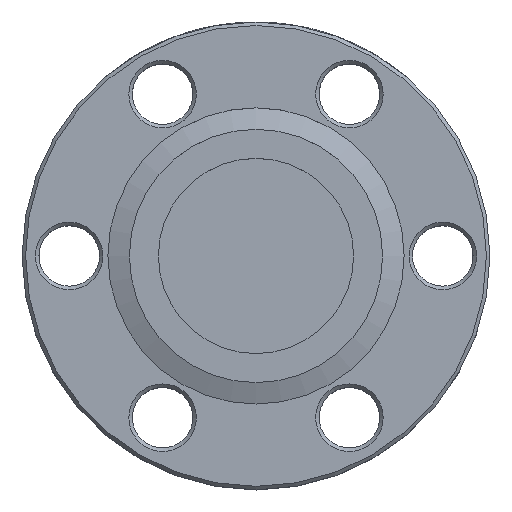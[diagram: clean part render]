
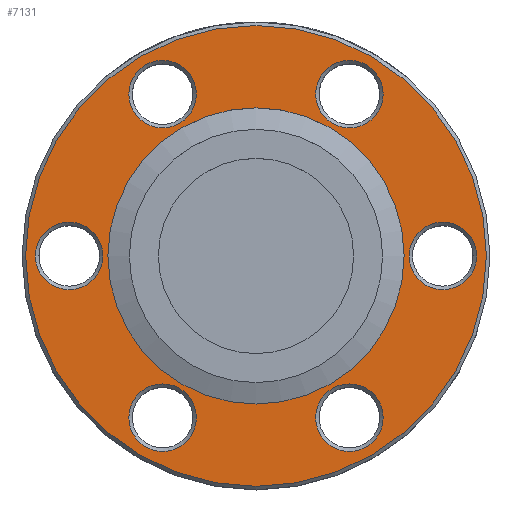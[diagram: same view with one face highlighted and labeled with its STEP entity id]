
A CAD part, top view. The second image highlights one B-rep face of the part: STEP entity #7131.
In plain terms, the highlighted planar face has unit normal (0, 0, 1).
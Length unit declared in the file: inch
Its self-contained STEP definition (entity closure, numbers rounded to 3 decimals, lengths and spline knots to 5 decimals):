
#2424=VERTEX_POINT('',#15617);
#2426=VERTEX_POINT('',#15622);
#2428=VERTEX_POINT('',#15628);
#2429=VERTEX_POINT('',#15630);
#2430=VERTEX_POINT('',#15632);
#2431=VERTEX_POINT('',#15634);
#2432=VERTEX_POINT('',#15636);
#2433=VERTEX_POINT('',#15638);
#2583=CIRCLE('',#7432,0.421);
#2585=CIRCLE('',#7435,0.096);
#2587=CIRCLE('',#7439,0.096);
#2588=CIRCLE('',#7440,0.096);
#2589=CIRCLE('',#7441,0.096);
#2590=CIRCLE('',#7442,0.655);
#2591=CIRCLE('',#7443,0.096);
#2592=CIRCLE('',#7444,0.096);
#3643=EDGE_CURVE('',#2424,#2424,#2583,.T.);
#3645=EDGE_CURVE('',#2426,#2426,#2585,.T.);
#3647=EDGE_CURVE('',#2428,#2428,#2587,.T.);
#3648=EDGE_CURVE('',#2429,#2429,#2588,.T.);
#3649=EDGE_CURVE('',#2430,#2430,#2589,.T.);
#3650=EDGE_CURVE('',#2431,#2431,#2590,.T.);
#3651=EDGE_CURVE('',#2432,#2432,#2591,.T.);
#3652=EDGE_CURVE('',#2433,#2433,#2592,.T.);
#5727=ORIENTED_EDGE('',*,*,#3643,.T.);
#5728=ORIENTED_EDGE('',*,*,#3647,.F.);
#5729=ORIENTED_EDGE('',*,*,#3648,.F.);
#5730=ORIENTED_EDGE('',*,*,#3649,.F.);
#5731=ORIENTED_EDGE('',*,*,#3650,.F.);
#5732=ORIENTED_EDGE('',*,*,#3651,.F.);
#5733=ORIENTED_EDGE('',*,*,#3652,.F.);
#5734=ORIENTED_EDGE('',*,*,#3645,.F.);
#6209=EDGE_LOOP('',(#5727));
#6210=EDGE_LOOP('',(#5728));
#6211=EDGE_LOOP('',(#5729));
#6212=EDGE_LOOP('',(#5730));
#6213=EDGE_LOOP('',(#5731));
#6214=EDGE_LOOP('',(#5732));
#6215=EDGE_LOOP('',(#5733));
#6216=EDGE_LOOP('',(#5734));
#6691=FACE_BOUND('',#6209,.T.);
#6692=FACE_BOUND('',#6210,.T.);
#6693=FACE_BOUND('',#6211,.T.);
#6694=FACE_BOUND('',#6212,.T.);
#6695=FACE_BOUND('',#6213,.T.);
#6696=FACE_BOUND('',#6214,.T.);
#6697=FACE_BOUND('',#6215,.T.);
#6698=FACE_BOUND('',#6216,.T.);
#7131=ADVANCED_FACE('',(#6691,#6692,#6693,#6694,#6695,#6696,#6697,#6698),
#15817,.T.);
#7432=AXIS2_PLACEMENT_3D('',#15616,#8359,#8360);
#7435=AXIS2_PLACEMENT_3D('',#15621,#8365,#8366);
#7438=AXIS2_PLACEMENT_3D('',#15626,#8371,$);
#7439=AXIS2_PLACEMENT_3D('',#15627,#8372,#8373);
#7440=AXIS2_PLACEMENT_3D('',#15629,#8374,#8375);
#7441=AXIS2_PLACEMENT_3D('',#15631,#8376,#8377);
#7442=AXIS2_PLACEMENT_3D('',#15633,#8378,#8379);
#7443=AXIS2_PLACEMENT_3D('',#15635,#8380,#8381);
#7444=AXIS2_PLACEMENT_3D('',#15637,#8382,#8383);
#8359=DIRECTION('',(0.,0.,-1.));
#8360=DIRECTION('',(-0.421,0.,0.));
#8365=DIRECTION('',(0.,0.,1.));
#8366=DIRECTION('',(0.,-0.096,0.));
#8371=DIRECTION('',(0.,0.,1.));
#8372=DIRECTION('',(0.,0.,1.));
#8373=DIRECTION('',(0.,-0.096,0.));
#8374=DIRECTION('',(0.,0.,1.));
#8375=DIRECTION('',(0.,-0.096,0.));
#8376=DIRECTION('',(0.,0.,1.));
#8377=DIRECTION('',(0.,-0.096,0.));
#8378=DIRECTION('',(0.,0.,-1.));
#8379=DIRECTION('',(-0.655,0.,0.));
#8380=DIRECTION('',(0.,0.,1.));
#8381=DIRECTION('',(0.,-0.096,0.));
#8382=DIRECTION('',(0.,0.,1.));
#8383=DIRECTION('',(0.,-0.096,0.));
#15616=CARTESIAN_POINT('',(0.,0.,0.));
#15617=CARTESIAN_POINT('',(-0.421,0.,0.));
#15621=CARTESIAN_POINT('',(0.531,0.,0.));
#15622=CARTESIAN_POINT('',(0.531,0.096,0.));
#15626=CARTESIAN_POINT('',(0.,0.,0.));
#15627=CARTESIAN_POINT('',(0.2655,-0.45986,0.));
#15628=CARTESIAN_POINT('',(0.2655,-0.36386,0.));
#15629=CARTESIAN_POINT('',(-0.531,0.,0.));
#15630=CARTESIAN_POINT('',(-0.531,0.096,0.));
#15631=CARTESIAN_POINT('',(0.2655,0.45986,0.));
#15632=CARTESIAN_POINT('',(0.2655,0.55586,0.));
#15633=CARTESIAN_POINT('',(0.,0.,0.));
#15634=CARTESIAN_POINT('',(0.655,0.,0.));
#15635=CARTESIAN_POINT('',(-0.2655,0.45986,0.));
#15636=CARTESIAN_POINT('',(-0.2655,0.55586,0.));
#15637=CARTESIAN_POINT('',(-0.2655,-0.45986,0.));
#15638=CARTESIAN_POINT('',(-0.2655,-0.36386,0.));
#15817=PLANE('',#7438);
